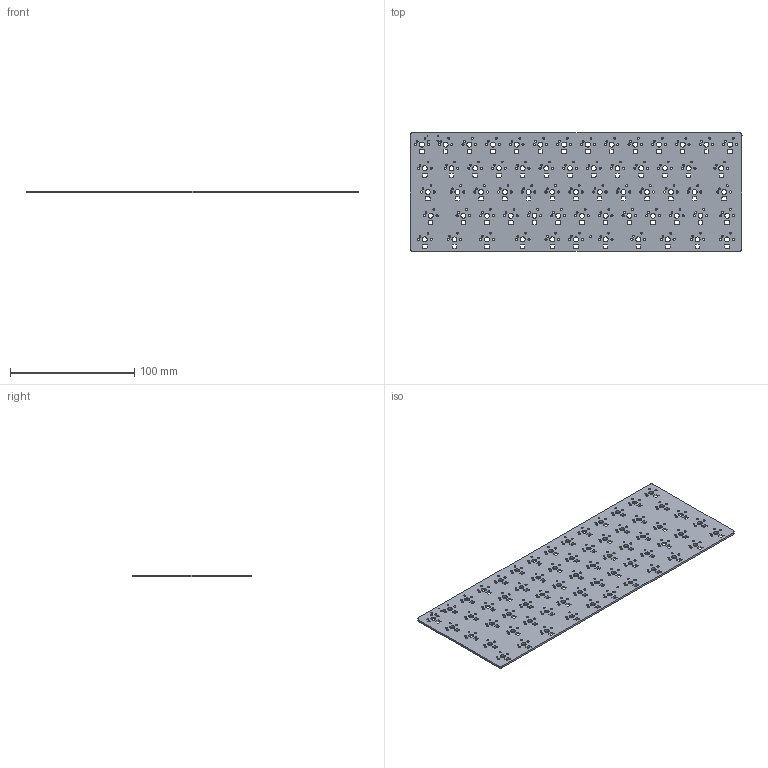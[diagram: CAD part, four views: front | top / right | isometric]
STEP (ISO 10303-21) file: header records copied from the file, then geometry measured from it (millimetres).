
FILE_DESCRIPTION(('KiCad electronic assembly'),'2;1');
FILE_NAME('bd64pcb.step','2022-06-13T04:31:03',('Pcbnew'),('Kicad'), 'Open CASCADE STEP processor 7.6','KiCad to STEP converter','Unknown' );
FILE_SCHEMA(('AUTOMOTIVE_DESIGN { 1 0 10303 214 1 1 1 1 }'));
Length unit declared in the file: millimetre
Products named in the file (2): bd64pcb 1; bd64pcb PCB
Assembly tree (1 placements, depth 2):
  bd64pcb 1
    bd64pcb PCB
Bounding box: 266.7 x 95.25 x 1.6 mm (x, y, z)
Volume: 37351 mm3; surface area: 52537.3 mm2
Topology: 1 solids, 1 shells, 861 faces, 2577 edges, 1718 vertices
Faces by surface type: cylinder 591, plane 270
Full cylindrical faces by diameter (mm): 0.65 x2, 1.47 x128, 1.6 x1, 1.75 x128, 3.988 x64
Entity records: 64665 total; most frequent: DIRECTION 10639, CARTESIAN_POINT 10312, LINE 5367, VECTOR 5367, ORIENTED_EDGE 5154, PCURVE 5154, DEFINITIONAL_REPRESENTATION 5154, EDGE_CURVE 2577
